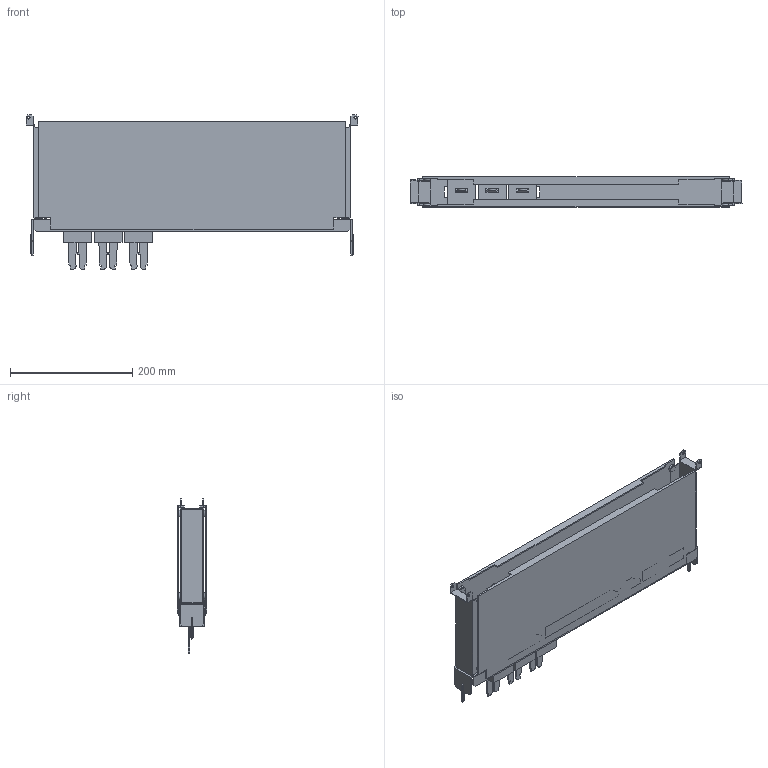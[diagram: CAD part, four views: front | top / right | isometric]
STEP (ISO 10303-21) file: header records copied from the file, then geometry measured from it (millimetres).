
FILE_DESCRIPTION((''),'2;1');
FILE_NAME('PRT0004','2023-08-21T11:21:48',('HP'),(''),'CREO PARAMETRIC BY PTC INC, 2016390','CREO PARAMETRIC BY PTC INC, 2016390','');
FILE_SCHEMA(('AUTOMOTIVE_DESIGN { 1 0 10303 214 1 1 1 1 }'));
Length unit declared in the file: inch
Products named in the file (1): PRT0004
Bounding box: 544 x 49 x 253.41 mm (x, y, z)
Surface area: 582117.2 mm2 (no closed solid volume)
Topology: 0 solids, 11 shells, 471 faces, 1285 edges, 850 vertices
Faces by surface type: plane 404, cylinder 51, cone 16
Entity records: 18744 total; most frequent: CARTESIAN_POINT 2633, ORIENTED_EDGE 2570, DIRECTION 2349, PRESENTATION_STYLE_ASSIGNMENT 1296, STYLED_ITEM 1296, CURVE_STYLE 1285, EDGE_CURVE 1285, VECTOR 1145
